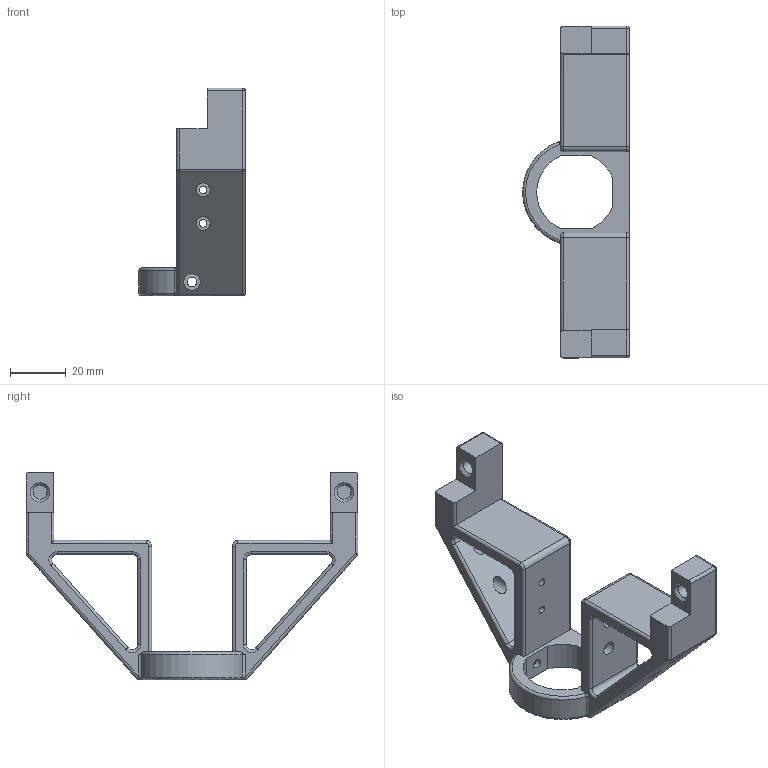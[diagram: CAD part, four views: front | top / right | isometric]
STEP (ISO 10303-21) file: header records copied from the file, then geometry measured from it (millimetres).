
FILE_DESCRIPTION(/* description */ (''),/* implementation_level */ '2;1');
FILE_NAME(/* name */ 'chassis.step',/* time_stamp */ '2026-02-16T15:39:55-08:00',/* author */ (''),/* organization */ (''),/* preprocessor_version */ 'ST-DEVELOPER v20.1',/* originating_system */ 'Autodesk Translation Framework v14.24.0.0',/* authorisation */ '');
FILE_SCHEMA (('AUTOMOTIVE_DESIGN { 1 0 10303 214 3 1 1 }'));
Length unit declared in the file: millimetre
Products named in the file (4): Manuel 1.0; V4 robot arm; Gripper (3); Chassis (2)
Assembly tree (3 placements, depth 4):
  Manuel 1.0
    V4 robot arm
      Gripper (3)
        Chassis (2)
Bounding box: 38.19 x 119 x 74.5 mm (x, y, z)
Volume: 47832.1 mm3; surface area: 21693.4 mm2
Topology: 1 solids, 1 shells, 146 faces, 339 edges, 204 vertices
Faces by surface type: cylinder 73, plane 39, torus 16, bspline 8, sphere 8, cone 2
Full cylindrical faces by diameter (mm): 2.7 x4, 3.4 x3, 5 x10, 6 x3
Entity records: 4467 total; most frequent: CARTESIAN_POINT 914, DIRECTION 787, ORIENTED_EDGE 678, EDGE_CURVE 339, AXIS2_PLACEMENT_3D 315, VERTEX_POINT 204, EDGE_LOOP 183, LINE 157
